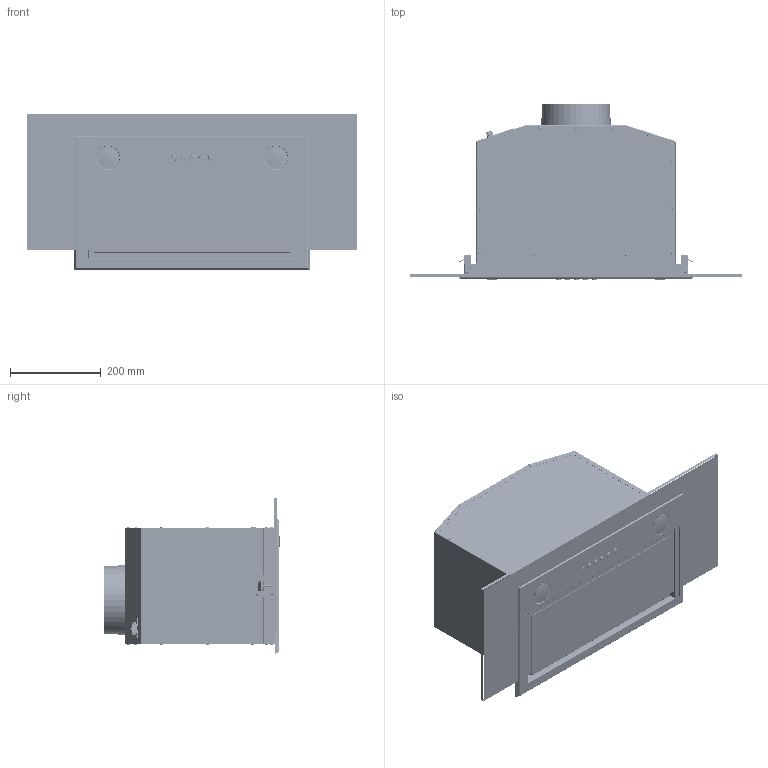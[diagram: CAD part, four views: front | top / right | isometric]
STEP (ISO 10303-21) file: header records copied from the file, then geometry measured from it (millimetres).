
FILE_DESCRIPTION((''),'2;1');
FILE_NAME('G02_831_ASM','2016-09-16T',('MN049'),(''),'PRO/ENGINEER BY PARAMETRIC TECHNOLOGY CORPORATION, 2014200','PRO/ENGINEER BY PARAMETRIC TECHNOLOGY CORPORATION, 2014200','');
FILE_SCHEMA(('CONFIG_CONTROL_DESIGN'));
Products named in the file (49): G02_040; 77A_090; G02_042; RVT_005; 77A_910_ASM; 178_055; 178_056; 178_059; 178_053; 178_054; 178_702_ASM; SCR_011; A18_030; 223_110; 400_086; TIPO_400; 400_087; 330_121; 400_718_ASM; AB5_051; 400_719_METAL_RING_ASM; G02_141; G02_044; 77A_054; RIVETTO_TC; CMM_BOCCOLA_M4; A41_PERNO_FERMAGLIO; G02_796_ASM; G02_139; SCR_009; K37_020; G02_798_ASM; K37_015; K37_016; FIM_010; G02_045; A42_052; A42_022; A42_058; A42_716_ASM ...
Assembly tree (108 placements, depth 5):
  G02_831_ASM
    G02_830_ASM
      77A_910_ASM
        G02_040
        77A_090
        G02_042
        RVT_005  x30
      178_702_ASM  x2
        178_055
        178_056
        178_059
        178_053
        178_054
      SCR_011  x8
      A18_030
      223_110
      400_719_METAL_RING_ASM
        400_086
        400_718_ASM
          TIPO_400
          400_087  x2
          330_121
        AB5_051
      G02_798_ASM
        G02_796_ASM
          G02_141
          G02_044  x2
          77A_054  x2
          RIVETTO_TC  x4
          CMM_BOCCOLA_M4  x2
          A41_PERNO_FERMAGLIO  x2
        G02_139
        SCR_009  x2
        K37_020
      K37_015
      K37_016
      FIM_010
      G02_762_ASM
        G02_045
        A42_716_ASM
          A42_052
          A42_022
          A42_058
        A42_052
        S96_034  x2
        RIVETTO_TC  x8
        A41_FERMAGLIO_DURO  x2
        VITE_2-9X6-5_RST_SPU  x2
        G02_142
      CME_FARETTO_220V  x2
      SCR_004  x2
Bounding box: 731.01 x 388.05 x 344.28 mm (x, y, z)
Volume: 1524029.8 mm3; surface area: 2442183.8 mm2
Topology: 103 solids, 113 shells, 7711 faces, 19642 edges, 12327 vertices
Faces by surface type: plane 4731, cylinder 1828, torus 358, bspline 351, cone 279, sphere 164
Entity records: 228132 total; most frequent: CARTESIAN_POINT 81463, ORIENTED_EDGE 30518, DIRECTION 29720, EDGE_CURVE 15348, VECTOR 10592, LINE 10592, VERTEX_POINT 9692, AXIS2_PLACEMENT_3D 9564
